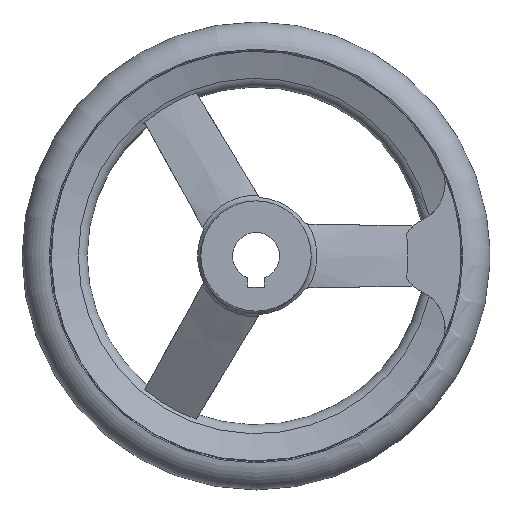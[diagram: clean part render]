
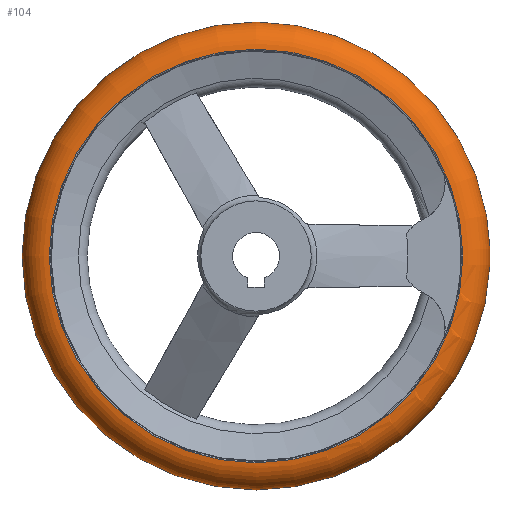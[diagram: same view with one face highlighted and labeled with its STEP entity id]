
A CAD part, front view. The second image highlights one B-rep face of the part: STEP entity #104.
In plain terms, the highlighted toroidal (fillet/blend) face has major radius 61.5 mm and minor radius 8.5 mm.
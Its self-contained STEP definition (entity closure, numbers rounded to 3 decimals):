
#104 = ADVANCED_FACE( '', ( #233, #234, #235 ), #236, .T. );
#233 = FACE_BOUND( '', #396, .T. );
#234 = FACE_OUTER_BOUND( '', #397, .T. );
#235 = FACE_OUTER_BOUND( '', #398, .T. );
#236 = TOROIDAL_SURFACE( '', #399, 61.5, 8.5 );
#396 = VERTEX_LOOP( '', #694 );
#397 = EDGE_LOOP( '', ( #695, #696 ) );
#398 = EDGE_LOOP( '', ( #697 ) );
#399 = AXIS2_PLACEMENT_3D( '', #698, #699, #700 );
#694 = VERTEX_POINT( '', #1043 );
#695 = ORIENTED_EDGE( '', *, *, #1044, .T. );
#696 = ORIENTED_EDGE( '', *, *, #1045, .T. );
#697 = ORIENTED_EDGE( '', *, *, #990, .F. );
#698 = CARTESIAN_POINT( '', ( 0., 29.5, 0. ) );
#699 = DIRECTION( '', ( 0., -1., 0. ) );
#700 = DIRECTION( '', ( 0., 0., -1. ) );
#990 = EDGE_CURVE( '', #1184, #1184, #1185, .T. );
#1043 = CARTESIAN_POINT( '', ( 0., 29.5, -70. ) );
#1044 = EDGE_CURVE( '', #1267, #1268, #1269, .T. );
#1045 = EDGE_CURVE( '', #1268, #1267, #1270, .T. );
#1184 = VERTEX_POINT( '', #1528 );
#1185 = CIRCLE( '', #1529, 61.854 );
#1267 = VERTEX_POINT( '', #1800 );
#1268 = VERTEX_POINT( '', #1801 );
#1269 = B_SPLINE_CURVE_WITH_KNOTS( '', 3, ( #1802, #1803, #1804, #1805, #1806, #1807, #1808, #1809, #1810, #1811 ), .UNSPECIFIED., .F., .F., ( 4, 2, 2, 2, 4 ), ( -0.007, -0.006, -0.004, -0.003, -0.002 ), .UNSPECIFIED. );
#1270 = CIRCLE( '', #1812, 61.854 );
#1528 = CARTESIAN_POINT( '', ( 0., 21.007, -61.854 ) );
#1529 = AXIS2_PLACEMENT_3D( '', #2145, #2146, #2147 );
#1800 = CARTESIAN_POINT( '', ( 61.803, 37.993, -2.505 ) );
#1801 = CARTESIAN_POINT( '', ( 61.803, 37.993, 2.505 ) );
#1802 = CARTESIAN_POINT( '', ( 61.803, 37.993, -2.505 ) );
#1803 = CARTESIAN_POINT( '', ( 61.951, 37.987, -2.105 ) );
#1804 = CARTESIAN_POINT( '', ( 62.062, 37.98, -1.695 ) );
#1805 = CARTESIAN_POINT( '', ( 62.212, 37.97, -0.856 ) );
#1806 = CARTESIAN_POINT( '', ( 62.25, 37.967, -0.425 ) );
#1807 = CARTESIAN_POINT( '', ( 62.25, 37.967, 0.426 ) );
#1808 = CARTESIAN_POINT( '', ( 62.213, 37.97, 0.849 ) );
#1809 = CARTESIAN_POINT( '', ( 62.063, 37.98, 1.689 ) );
#1810 = CARTESIAN_POINT( '', ( 61.95, 37.987, 2.107 ) );
#1811 = CARTESIAN_POINT( '', ( 61.803, 37.993, 2.505 ) );
#1812 = AXIS2_PLACEMENT_3D( '', #2202, #2203, #2204 );
#2145 = CARTESIAN_POINT( '', ( 0., 21.007, 0. ) );
#2146 = DIRECTION( '', ( 0., -1., 0. ) );
#2147 = DIRECTION( '', ( 0., 0., -1. ) );
#2202 = CARTESIAN_POINT( '', ( 0., 37.993, 0. ) );
#2203 = DIRECTION( '', ( 0., -1., 0. ) );
#2204 = DIRECTION( '', ( 0., 0., -1. ) );
